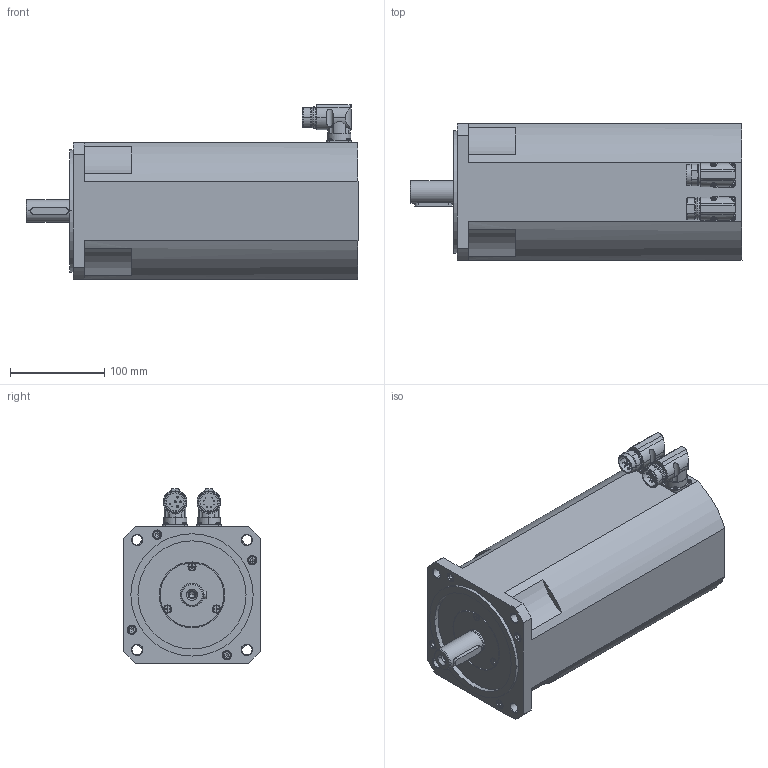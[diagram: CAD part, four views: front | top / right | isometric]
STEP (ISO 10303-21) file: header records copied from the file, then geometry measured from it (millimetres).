
FILE_DESCRIPTION((''),'2;1');
FILE_NAME('ACM2n0960-BBR.stp','2005-05-18T14:05:50',(''),(''),'Mechanical Desktop 2005','Mechanical Desktop 2005',', , ');
FILE_SCHEMA(('AUTOMOTIVE_DESIGN { 1 2 10303 214 0 1 1 1 }'));
Length unit declared in the file: millimetre
Products named in the file (2): ACM2N0960-BBR; CARCASA
Assembly tree (1 placements, depth 2):
  ACM2N0960-BBR
    CARCASA
Bounding box: 353 x 145 x 185.22 mm (x, y, z)
Volume: 5664711.8 mm3; surface area: 220859.6 mm2
Topology: 1 solids, 1 shells, 786 faces, 1933 edges, 1165 vertices
Faces by surface type: plane 389, cylinder 217, cone 112, sphere 32, torus 24, bspline 12
Entity records: 24440 total; most frequent: CARTESIAN_POINT 6164, DIRECTION 3933, ORIENTED_EDGE 3758, EDGE_CURVE 1879, AXIS2_PLACEMENT_3D 1514, VERTEX_POINT 1165, VECTOR 905, LINE 905
